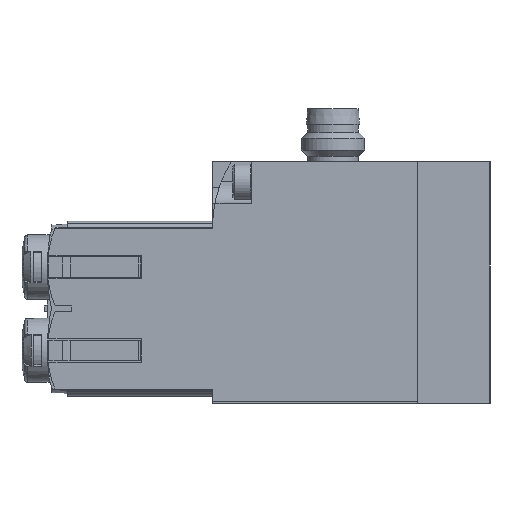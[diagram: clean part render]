
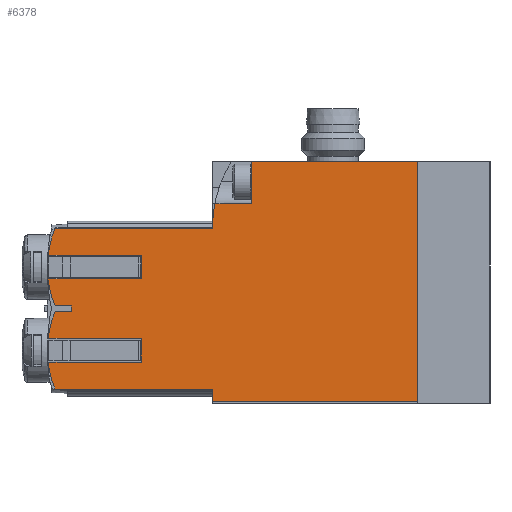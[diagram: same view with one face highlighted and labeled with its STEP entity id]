
A CAD part, left-side view. The second image highlights one B-rep face of the part: STEP entity #6378.
In plain terms, the highlighted planar face has unit normal (-1, 0, 0).
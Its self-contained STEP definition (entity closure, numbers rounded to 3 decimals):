
#152=LINE('',#10192,#635);
#164=LINE('',#10215,#647);
#165=LINE('',#10217,#648);
#166=LINE('',#10221,#649);
#167=LINE('',#10223,#650);
#168=LINE('',#10225,#651);
#169=LINE('',#10229,#652);
#170=LINE('',#10231,#653);
#171=LINE('',#10233,#654);
#172=LINE('',#10237,#655);
#173=LINE('',#10239,#656);
#174=LINE('',#10241,#657);
#175=LINE('',#10245,#658);
#176=LINE('',#10247,#659);
#177=LINE('',#10249,#660);
#178=LINE('',#10251,#661);
#179=LINE('',#10252,#662);
#635=VECTOR('',#7980,1000.);
#647=VECTOR('',#7996,1000.);
#648=VECTOR('',#7997,1000.);
#649=VECTOR('',#8000,1000.);
#650=VECTOR('',#8001,1000.);
#651=VECTOR('',#8002,1000.);
#652=VECTOR('',#8005,1000.);
#653=VECTOR('',#8006,1000.);
#654=VECTOR('',#8007,1000.);
#655=VECTOR('',#8010,1000.);
#656=VECTOR('',#8011,1000.);
#657=VECTOR('',#8012,1000.);
#658=VECTOR('',#8015,1000.);
#659=VECTOR('',#8016,1000.);
#660=VECTOR('',#8017,1000.);
#661=VECTOR('',#8018,1000.);
#662=VECTOR('',#8019,1000.);
#1085=PLANE('',#6962);
#1444=CIRCLE('',#6957,16.);
#1447=CIRCLE('',#6963,12.5);
#1448=CIRCLE('',#6964,12.5);
#1449=CIRCLE('',#6965,12.5);
#1450=CIRCLE('',#6966,12.5);
#2042=ORIENTED_EDGE('',*,*,#3564,.F.);
#2043=ORIENTED_EDGE('',*,*,#3543,.F.);
#2044=ORIENTED_EDGE('',*,*,#3565,.F.);
#2045=ORIENTED_EDGE('',*,*,#3566,.F.);
#2046=ORIENTED_EDGE('',*,*,#3567,.F.);
#2047=ORIENTED_EDGE('',*,*,#3568,.F.);
#2048=ORIENTED_EDGE('',*,*,#3569,.F.);
#2049=ORIENTED_EDGE('',*,*,#3570,.F.);
#2050=ORIENTED_EDGE('',*,*,#3571,.F.);
#2051=ORIENTED_EDGE('',*,*,#3572,.F.);
#2052=ORIENTED_EDGE('',*,*,#3573,.F.);
#2053=ORIENTED_EDGE('',*,*,#3574,.F.);
#2054=ORIENTED_EDGE('',*,*,#3575,.F.);
#2055=ORIENTED_EDGE('',*,*,#3576,.F.);
#2056=ORIENTED_EDGE('',*,*,#3577,.F.);
#2057=ORIENTED_EDGE('',*,*,#3578,.F.);
#2058=ORIENTED_EDGE('',*,*,#3579,.F.);
#2059=ORIENTED_EDGE('',*,*,#3580,.F.);
#2060=ORIENTED_EDGE('',*,*,#3581,.F.);
#2061=ORIENTED_EDGE('',*,*,#3582,.F.);
#2062=ORIENTED_EDGE('',*,*,#3552,.F.);
#2063=ORIENTED_EDGE('',*,*,#3583,.F.);
#3543=EDGE_CURVE('',#4375,#4376,#1444,.T.);
#3552=EDGE_CURVE('',#4383,#4384,#152,.T.);
#3564=EDGE_CURVE('',#4376,#4393,#164,.T.);
#3565=EDGE_CURVE('',#4394,#4375,#165,.T.);
#3566=EDGE_CURVE('',#4395,#4394,#1447,.T.);
#3567=EDGE_CURVE('',#4396,#4395,#166,.T.);
#3568=EDGE_CURVE('',#4397,#4396,#167,.T.);
#3569=EDGE_CURVE('',#4398,#4397,#168,.T.);
#3570=EDGE_CURVE('',#4399,#4398,#1448,.T.);
#3571=EDGE_CURVE('',#4400,#4399,#169,.T.);
#3572=EDGE_CURVE('',#4401,#4400,#170,.T.);
#3573=EDGE_CURVE('',#4402,#4401,#171,.T.);
#3574=EDGE_CURVE('',#4403,#4402,#1449,.T.);
#3575=EDGE_CURVE('',#4404,#4403,#172,.T.);
#3576=EDGE_CURVE('',#4405,#4404,#173,.T.);
#3577=EDGE_CURVE('',#4406,#4405,#174,.T.);
#3578=EDGE_CURVE('',#4407,#4406,#1450,.T.);
#3579=EDGE_CURVE('',#4408,#4407,#175,.T.);
#3580=EDGE_CURVE('',#4409,#4408,#176,.T.);
#3581=EDGE_CURVE('',#4410,#4409,#177,.T.);
#3582=EDGE_CURVE('',#4384,#4410,#178,.T.);
#3583=EDGE_CURVE('',#4393,#4383,#179,.T.);
#4375=VERTEX_POINT('',#10169);
#4376=VERTEX_POINT('',#10171);
#4383=VERTEX_POINT('',#10191);
#4384=VERTEX_POINT('',#10193);
#4393=VERTEX_POINT('',#10216);
#4394=VERTEX_POINT('',#10218);
#4395=VERTEX_POINT('',#10220);
#4396=VERTEX_POINT('',#10222);
#4397=VERTEX_POINT('',#10224);
#4398=VERTEX_POINT('',#10226);
#4399=VERTEX_POINT('',#10228);
#4400=VERTEX_POINT('',#10230);
#4401=VERTEX_POINT('',#10232);
#4402=VERTEX_POINT('',#10234);
#4403=VERTEX_POINT('',#10236);
#4404=VERTEX_POINT('',#10238);
#4405=VERTEX_POINT('',#10240);
#4406=VERTEX_POINT('',#10242);
#4407=VERTEX_POINT('',#10244);
#4408=VERTEX_POINT('',#10246);
#4409=VERTEX_POINT('',#10248);
#4410=VERTEX_POINT('',#10250);
#5118=EDGE_LOOP('',(#2042,#2043,#2044,#2045,#2046,#2047,#2048,#2049,#2050,
#2051,#2052,#2053,#2054,#2055,#2056,#2057,#2058,#2059,#2060,#2061,#2062,
#2063));
#5754=FACE_BOUND('',#5118,.T.);
#6378=ADVANCED_FACE('',(#5754),#1085,.F.);
#6957=AXIS2_PLACEMENT_3D('',#10170,#7967,#7968);
#6962=AXIS2_PLACEMENT_3D('',#10214,#7994,#7995);
#6963=AXIS2_PLACEMENT_3D('',#10219,#7998,#7999);
#6964=AXIS2_PLACEMENT_3D('',#10227,#8003,#8004);
#6965=AXIS2_PLACEMENT_3D('',#10235,#8008,#8009);
#6966=AXIS2_PLACEMENT_3D('',#10243,#8013,#8014);
#7967=DIRECTION('',(1.,0.,0.));
#7968=DIRECTION('',(0.,0.,-1.));
#7980=DIRECTION('',(0.,-1.,0.));
#7994=DIRECTION('',(1.,0.,0.));
#7995=DIRECTION('',(0.,0.,-1.));
#7996=DIRECTION('',(0.,-1.,0.));
#7997=DIRECTION('',(0.,-1.,0.));
#7998=DIRECTION('',(1.,0.,0.));
#7999=DIRECTION('',(0.,0.,-1.));
#8000=DIRECTION('',(0.,1.,0.));
#8001=DIRECTION('',(0.,0.,1.));
#8002=DIRECTION('',(0.,-1.,0.));
#8003=DIRECTION('',(1.,0.,0.));
#8004=DIRECTION('',(0.,0.,-1.));
#8005=DIRECTION('',(0.,1.,0.));
#8006=DIRECTION('',(0.,0.,1.));
#8007=DIRECTION('',(0.,-1.,0.));
#8008=DIRECTION('',(1.,0.,0.));
#8009=DIRECTION('',(0.,0.,-1.));
#8010=DIRECTION('',(0.,1.,0.));
#8011=DIRECTION('',(0.,0.,1.));
#8012=DIRECTION('',(0.,-1.,0.));
#8013=DIRECTION('',(1.,0.,0.));
#8014=DIRECTION('',(0.,0.,-1.));
#8015=DIRECTION('',(0.,1.,0.));
#8016=DIRECTION('',(0.,0.,1.));
#8017=DIRECTION('',(0.,1.,0.));
#8018=DIRECTION('',(0.,0.,-1.));
#8019=DIRECTION('',(0.,0.,1.));
#10169=CARTESIAN_POINT('',(0.,25.9,6.7));
#10170=CARTESIAN_POINT('',(0.,9.9,6.704));
#10171=CARTESIAN_POINT('',(0.,25.598,9.8));
#10191=CARTESIAN_POINT('',(0.,21.,15.1));
#10192=CARTESIAN_POINT('',(0.,23.52,15.1));
#10193=CARTESIAN_POINT('',(0.,0.,15.1));
#10214=CARTESIAN_POINT('',(0.,9.9,6.704));
#10215=CARTESIAN_POINT('',(0.,9.9,9.8));
#10216=CARTESIAN_POINT('',(0.,21.,9.8));
#10217=CARTESIAN_POINT('',(0.,45.75,6.7));
#10218=CARTESIAN_POINT('',(0.,45.75,6.7));
#10219=CARTESIAN_POINT('',(0.,34.25,1.8));
#10220=CARTESIAN_POINT('',(0.,46.66,3.3));
#10221=CARTESIAN_POINT('',(0.,34.9,3.3));
#10222=CARTESIAN_POINT('',(0.,34.9,3.3));
#10223=CARTESIAN_POINT('',(0.,34.9,0.3));
#10224=CARTESIAN_POINT('',(0.,34.9,0.3));
#10225=CARTESIAN_POINT('',(0.,46.66,0.3));
#10226=CARTESIAN_POINT('',(0.,46.66,0.3));
#10227=CARTESIAN_POINT('',(0.,34.25,1.8));
#10228=CARTESIAN_POINT('',(0.,45.75,-3.1));
#10229=CARTESIAN_POINT('',(0.,43.72,-3.1));
#10230=CARTESIAN_POINT('',(0.,43.72,-3.1));
#10231=CARTESIAN_POINT('',(0.,43.72,-3.8));
#10232=CARTESIAN_POINT('',(0.,43.72,-3.8));
#10233=CARTESIAN_POINT('',(0.,45.75,-3.8));
#10234=CARTESIAN_POINT('',(0.,45.75,-3.8));
#10235=CARTESIAN_POINT('',(0.,34.25,-8.7));
#10236=CARTESIAN_POINT('',(0.,46.66,-7.2));
#10237=CARTESIAN_POINT('',(0.,34.9,-7.2));
#10238=CARTESIAN_POINT('',(0.,34.9,-7.2));
#10239=CARTESIAN_POINT('',(0.,34.9,-10.2));
#10240=CARTESIAN_POINT('',(0.,34.9,-10.2));
#10241=CARTESIAN_POINT('',(0.,46.66,-10.2));
#10242=CARTESIAN_POINT('',(0.,46.66,-10.2));
#10243=CARTESIAN_POINT('',(0.,34.25,-8.7));
#10244=CARTESIAN_POINT('',(0.,45.75,-13.6));
#10245=CARTESIAN_POINT('',(0.,25.9,-13.6));
#10246=CARTESIAN_POINT('',(0.,25.9,-13.6));
#10247=CARTESIAN_POINT('',(0.,25.9,-15.1));
#10248=CARTESIAN_POINT('',(0.,25.9,-15.1));
#10249=CARTESIAN_POINT('',(0.,0.,-15.1));
#10250=CARTESIAN_POINT('',(0.,0.,-15.1));
#10251=CARTESIAN_POINT('',(0.,0.,15.1));
#10252=CARTESIAN_POINT('',(0.,21.,6.704));
